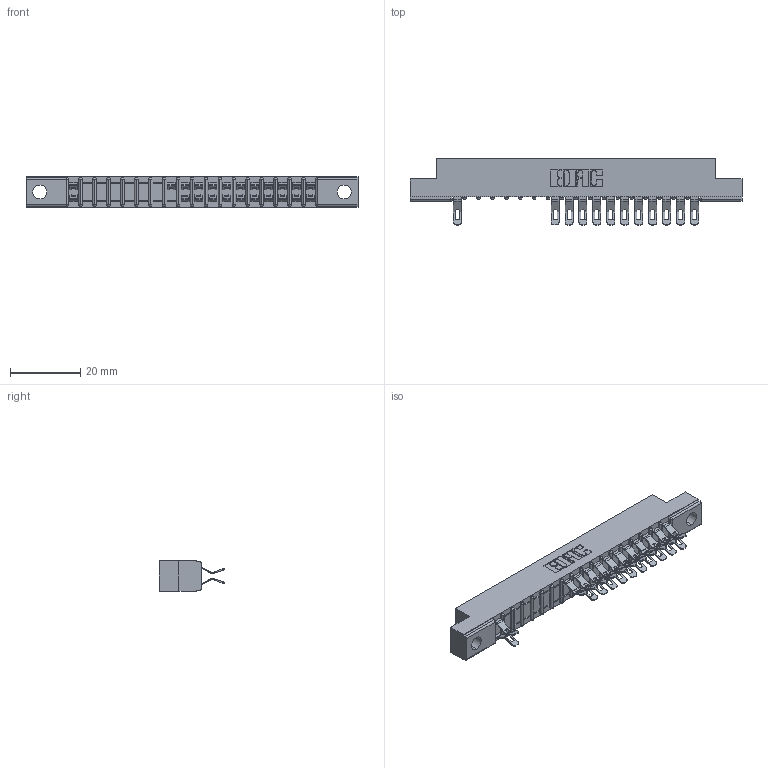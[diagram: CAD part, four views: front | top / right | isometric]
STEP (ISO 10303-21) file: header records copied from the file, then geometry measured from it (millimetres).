
FILE_DESCRIPTION (( 'STEP AP203' ), '1' );
FILE_NAME ('307-036-555-202.STEP', '2018-08-05T09:06:04', ( '' ), ( '' ), 'SwSTEP 2.0', 'SolidWorks 2016', '' );
FILE_SCHEMA (( 'CONFIG_CONTROL_DESIGN' ));
Length unit declared in the file: inch
Products named in the file (3): 307 Part_.128 Dia Mounting Holes; 307-290-001_555; 307-036-555-202
Assembly tree (24 placements, depth 2):
  307-036-555-202
    307 Part_.128 Dia Mounting Holes
    307-290-001_555  x23
Bounding box: 94.34 x 18.75 x 8.71 mm (x, y, z)
Volume: 5983.4 mm3; surface area: 9590.8 mm2
Topology: 24 solids, 24 shells, 1670 faces, 4902 edges, 3184 vertices
Faces by surface type: plane 930, cylinder 702, sphere 38
Entity records: 19089 total; most frequent: CARTESIAN_POINT 3189, ORIENTED_EDGE 3172, DIRECTION 3128, EDGE_CURVE 1586, VECTOR 1194, LINE 1194, VERTEX_POINT 1028, AXIS2_PLACEMENT_3D 967
